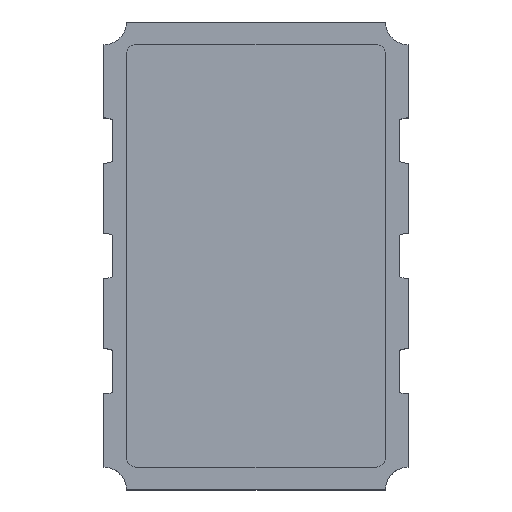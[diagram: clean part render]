
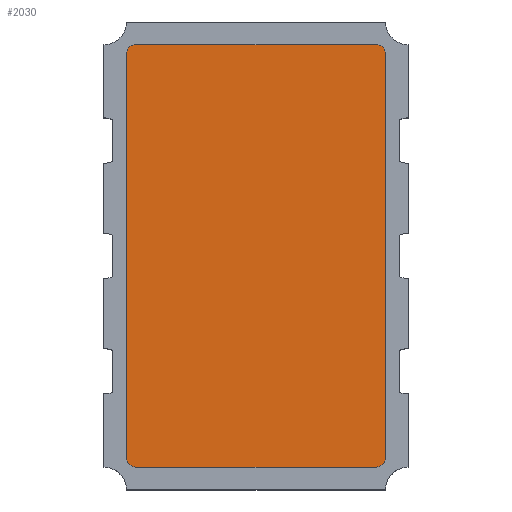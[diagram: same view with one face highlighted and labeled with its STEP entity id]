
A CAD part, top view. The second image highlights one B-rep face of the part: STEP entity #2030.
In plain terms, the highlighted planar face has unit normal (0, 0, 1).
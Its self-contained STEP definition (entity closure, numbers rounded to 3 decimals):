
#30=PLANE($,#2171);
#124=FACE_OUTER_BOUND($,#240,.T.);
#240=EDGE_LOOP($,(#1435,#1436,#1437,#1438,#1439,#1440,#1441,#1442));
#350=LINE($,#2922,#598);
#354=LINE($,#2934,#602);
#358=LINE($,#2946,#606);
#362=LINE($,#2956,#610);
#598=VECTOR($,#2335,4.45);
#602=VECTOR($,#2347,2.65);
#606=VECTOR($,#2359,4.45);
#610=VECTOR($,#2371,2.65);
#844=CIRCLE($,#2156,0.1);
#846=CIRCLE($,#2160,0.1);
#848=CIRCLE($,#2164,0.1);
#850=CIRCLE($,#2168,0.1);
#897=VERTEX_POINT($,#2913);
#898=VERTEX_POINT($,#2915);
#900=VERTEX_POINT($,#2921);
#902=VERTEX_POINT($,#2927);
#904=VERTEX_POINT($,#2933);
#906=VERTEX_POINT($,#2939);
#908=VERTEX_POINT($,#2945);
#910=VERTEX_POINT($,#2951);
#1097=EDGE_CURVE($,#898,#897,#844,.T.);
#1100=EDGE_CURVE($,#900,#898,#350,.T.);
#1103=EDGE_CURVE($,#902,#900,#846,.T.);
#1106=EDGE_CURVE($,#904,#902,#354,.T.);
#1109=EDGE_CURVE($,#906,#904,#848,.T.);
#1112=EDGE_CURVE($,#908,#906,#358,.T.);
#1115=EDGE_CURVE($,#910,#908,#850,.T.);
#1118=EDGE_CURVE($,#897,#910,#362,.T.);
#1435=ORIENTED_EDGE($,*,*,#1118,.T.);
#1436=ORIENTED_EDGE($,*,*,#1115,.T.);
#1437=ORIENTED_EDGE($,*,*,#1112,.T.);
#1438=ORIENTED_EDGE($,*,*,#1109,.T.);
#1439=ORIENTED_EDGE($,*,*,#1106,.T.);
#1440=ORIENTED_EDGE($,*,*,#1103,.T.);
#1441=ORIENTED_EDGE($,*,*,#1100,.T.);
#1442=ORIENTED_EDGE($,*,*,#1097,.T.);
#2030=ADVANCED_FACE($,(#124),#30,.T.);
#2156=AXIS2_PLACEMENT_3D($,#2916,#2329,#2330);
#2160=AXIS2_PLACEMENT_3D($,#2928,#2341,#2342);
#2164=AXIS2_PLACEMENT_3D($,#2940,#2353,#2354);
#2168=AXIS2_PLACEMENT_3D($,#2952,#2365,#2366);
#2171=AXIS2_PLACEMENT_3D($,#2958,#2374,#2375);
#2329=DIRECTION('center_axis',(0.,0.,1.));
#2330=DIRECTION('ref_axis',(0.,-1.,0.));
#2335=DIRECTION($,(0.,-1.,0.));
#2341=DIRECTION('center_axis',(0.,0.,1.));
#2342=DIRECTION('ref_axis',(-1.,0.,0.));
#2347=DIRECTION($,(-1.,0.,0.));
#2353=DIRECTION('center_axis',(0.,0.,1.));
#2354=DIRECTION('ref_axis',(0.,1.,0.));
#2359=DIRECTION($,(0.,1.,0.));
#2365=DIRECTION('center_axis',(0.,0.,1.));
#2366=DIRECTION('ref_axis',(1.,0.,0.));
#2371=DIRECTION($,(1.,0.,0.));
#2374=DIRECTION('center_axis',(0.,0.,1.));
#2375=DIRECTION('ref_axis',(1.,0.,0.));
#2913=CARTESIAN_POINT('',(-1.325,-2.325,1.4));
#2915=CARTESIAN_POINT('',(-1.425,-2.225,1.4));
#2916=CARTESIAN_POINT('Origin',(-1.325,-2.225,1.4));
#2921=CARTESIAN_POINT('',(-1.425,2.225,1.4));
#2922=CARTESIAN_POINT($,(-1.425,-2.225,1.4));
#2927=CARTESIAN_POINT('',(-1.325,2.325,1.4));
#2928=CARTESIAN_POINT('Origin',(-1.325,2.225,1.4));
#2933=CARTESIAN_POINT('',(1.325,2.325,1.4));
#2934=CARTESIAN_POINT($,(-1.325,2.325,1.4));
#2939=CARTESIAN_POINT('',(1.425,2.225,1.4));
#2940=CARTESIAN_POINT('Origin',(1.325,2.225,1.4));
#2945=CARTESIAN_POINT('',(1.425,-2.225,1.4));
#2946=CARTESIAN_POINT($,(1.425,2.225,1.4));
#2951=CARTESIAN_POINT('',(1.325,-2.325,1.4));
#2952=CARTESIAN_POINT('Origin',(1.325,-2.225,1.4));
#2956=CARTESIAN_POINT($,(1.325,-2.325,1.4));
#2958=CARTESIAN_POINT('Origin',(0.,0.,
1.4));
